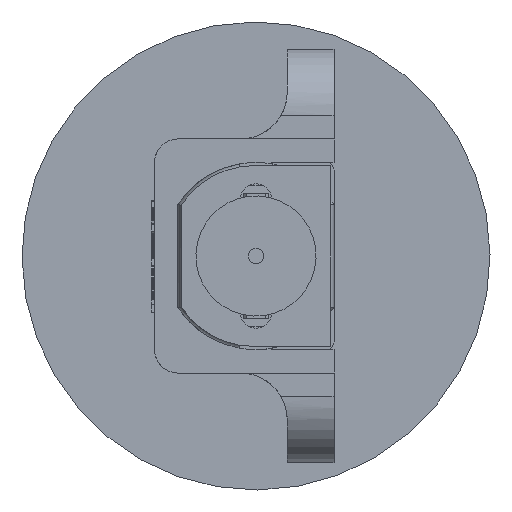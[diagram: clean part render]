
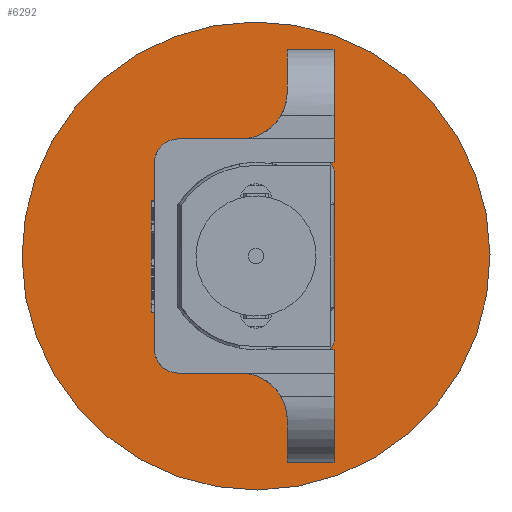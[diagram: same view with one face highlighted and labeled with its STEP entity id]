
A CAD part, left-side view. The second image highlights one B-rep face of the part: STEP entity #6292.
In plain terms, the highlighted face is planar.
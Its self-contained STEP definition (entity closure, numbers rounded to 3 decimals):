
#1158 = CARTESIAN_POINT ( 'NONE',  ( 0., 0., 15. ) ) ;
#1228 = AXIS2_PLACEMENT_3D ( 'NONE', #35197, #5176, #30078 ) ;
#1563 = CARTESIAN_POINT ( 'NONE',  ( 0., 0., 15. ) ) ;
#1641 = ORIENTED_EDGE ( 'NONE', *, *, #24156, .T. ) ;
#1765 = DIRECTION ( 'NONE',  ( 0., 0., 1. ) ) ;
#2180 = VERTEX_POINT ( 'NONE', #20723 ) ;
#2655 = CARTESIAN_POINT ( 'NONE',  ( -15., 0., 15. ) ) ;
#2953 = AXIS2_PLACEMENT_3D ( 'NONE', #1158, #3895, #6442 ) ;
#2963 = ORIENTED_EDGE ( 'NONE', *, *, #10555, .F. ) ;
#3175 = VERTEX_POINT ( 'NONE', #34616 ) ;
#3895 = DIRECTION ( 'NONE',  ( 0., 0., 1. ) ) ;
#3953 = DIRECTION ( 'NONE',  ( 1., 0., 0. ) ) ;
#4388 = CARTESIAN_POINT ( 'NONE',  ( 0., 0., 15. ) ) ;
#5176 = DIRECTION ( 'NONE',  ( 0., 0., 1. ) ) ;
#6292 = ADVANCED_FACE ( 'NONE', ( #24100, #31767 ), #18472, .T. ) ;
#6442 = DIRECTION ( 'NONE',  ( 1., 0., 0. ) ) ;
#6995 = EDGE_CURVE ( 'NONE', #3175, #2180, #9169, .T. ) ;
#8772 = CIRCLE ( 'NONE', #1228, 1.45 ) ;
#9169 = CIRCLE ( 'NONE', #35331, 1.45 ) ;
#10328 = VERTEX_POINT ( 'NONE', #14797 ) ;
#10555 = EDGE_CURVE ( 'NONE', #2180, #3175, #8772, .T. ) ;
#14628 = EDGE_CURVE ( 'NONE', #20518, #10328, #34323, .T. ) ;
#14797 = CARTESIAN_POINT ( 'NONE',  ( 15., 0., 15. ) ) ;
#17087 = EDGE_LOOP ( 'NONE', ( #35234, #1641 ) ) ;
#18472 = PLANE ( 'NONE',  #23162 ) ;
#20401 = DIRECTION ( 'NONE',  ( 1., 0., 0. ) ) ;
#20518 = VERTEX_POINT ( 'NONE', #2655 ) ;
#20723 = CARTESIAN_POINT ( 'NONE',  ( -1.45, 0., 15. ) ) ;
#20758 = DIRECTION ( 'NONE',  ( 0., 0., 1. ) ) ;
#22669 = AXIS2_PLACEMENT_3D ( 'NONE', #35056, #1765, #3953 ) ;
#23162 = AXIS2_PLACEMENT_3D ( 'NONE', #1563, #35212, #32470 ) ;
#24100 = FACE_OUTER_BOUND ( 'NONE', #17087, .T. ) ;
#24156 = EDGE_CURVE ( 'NONE', #10328, #20518, #28506, .T. ) ;
#28506 = CIRCLE ( 'NONE', #2953, 15. ) ;
#30078 = DIRECTION ( 'NONE',  ( 1., 0., 0. ) ) ;
#31421 = ORIENTED_EDGE ( 'NONE', *, *, #6995, .F. ) ;
#31767 = FACE_BOUND ( 'NONE', #31913, .T. ) ;
#31913 = EDGE_LOOP ( 'NONE', ( #2963, #31421 ) ) ;
#32470 = DIRECTION ( 'NONE',  ( 1., 0., 0. ) ) ;
#34323 = CIRCLE ( 'NONE', #22669, 15. ) ;
#34616 = CARTESIAN_POINT ( 'NONE',  ( 1.45, 0., 15. ) ) ;
#35056 = CARTESIAN_POINT ( 'NONE',  ( 0., 0., 15. ) ) ;
#35197 = CARTESIAN_POINT ( 'NONE',  ( 0., 0., 15. ) ) ;
#35212 = DIRECTION ( 'NONE',  ( 0., 0., 1. ) ) ;
#35234 = ORIENTED_EDGE ( 'NONE', *, *, #14628, .T. ) ;
#35331 = AXIS2_PLACEMENT_3D ( 'NONE', #4388, #20758, #20401 ) ;
